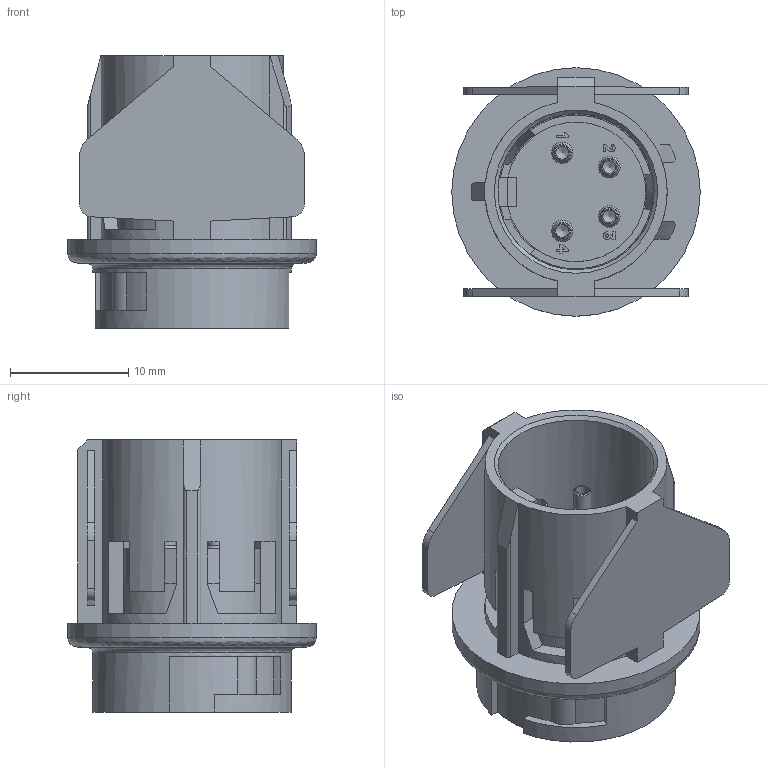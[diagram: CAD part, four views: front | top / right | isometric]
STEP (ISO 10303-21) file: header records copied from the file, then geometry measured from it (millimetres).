
FILE_DESCRIPTION(/* description */ (''),/* implementation_level */ '2;1');
FILE_NAME(/* name */ 't 3326 500 unxc001-01.stp',/* time_stamp */ '2019-07-08T16:00:13+02:00',/* author */ (''),/* organization */ (''),/* preprocessor_version */ 'ST-DEVELOPER v16.7',/* originating_system */ 'SIEMENS PLM Software NX 12.0',/* authorisation */ '');
FILE_SCHEMA (('AUTOMOTIVE_DESIGN { 1 0 10303 214 3 1 1 1 }'));
Length unit declared in the file: millimetre
Products named in the file (1): t 3326 500 unxc001-01
Bounding box: 21 x 21 x 23 mm (x, y, z)
Volume: 2915.9 mm3; surface area: 4030.1 mm2
Topology: 1 solids, 1 shells, 251 faces, 679 edges, 448 vertices
Faces by surface type: plane 145, cylinder 70, cone 26, bspline 10
Full cylindrical faces by diameter (mm): 0.8 x4, 1.1 x4, 1.475 x8, 1.82 x8, 16.8 x1, 21 x1
Entity records: 8437 total; most frequent: CARTESIAN_POINT 2085, DIRECTION 1263, ORIENTED_EDGE 1180, EDGE_CURVE 590, AXIS2_PLACEMENT_3D 453, VERTEX_POINT 420, LINE 357, VECTOR 357
